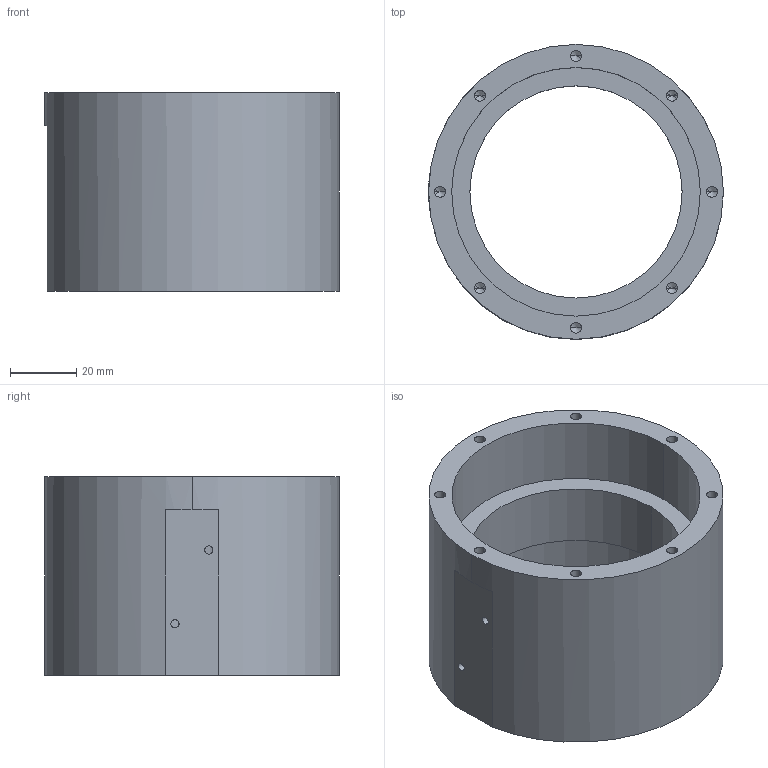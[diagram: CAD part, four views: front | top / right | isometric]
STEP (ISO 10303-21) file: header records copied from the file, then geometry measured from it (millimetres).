
FILE_DESCRIPTION (( 'STEP AP214' ), '1' );
FILE_NAME ('J1 Turret Housing.STEP', '2023-07-23T17:35:00', ( '' ), ( '' ), 'SwSTEP 2.0', 'SolidWorks 2021', '' );
FILE_SCHEMA (( 'AUTOMOTIVE_DESIGN' ));
Length unit declared in the file: millimetre
Products named in the file (1): J1 Turret Housing
Bounding box: 88.9 x 88.9 x 60 mm (x, y, z)
Volume: 128988.3 mm3; surface area: 37181.9 mm2
Topology: 1 solids, 1 shells, 50 faces, 122 edges, 68 vertices
Faces by surface type: cylinder 28, cone 16, plane 6
Entity records: 1474 total; most frequent: CARTESIAN_POINT 301, DIRECTION 258, ORIENTED_EDGE 212, EDGE_CURVE 106, AXIS2_PLACEMENT_3D 105, VERTEX_POINT 68, EDGE_LOOP 66, CIRCLE 54
